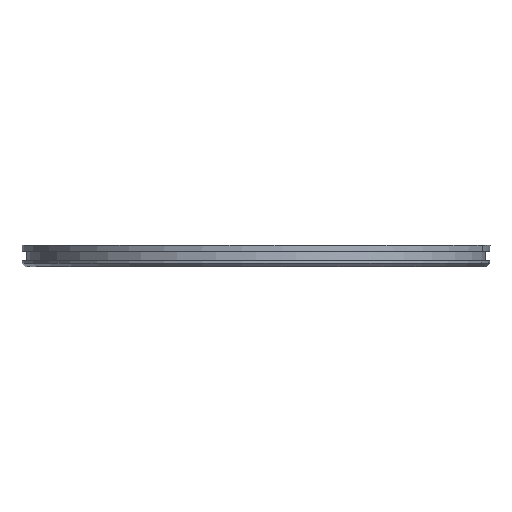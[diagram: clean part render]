
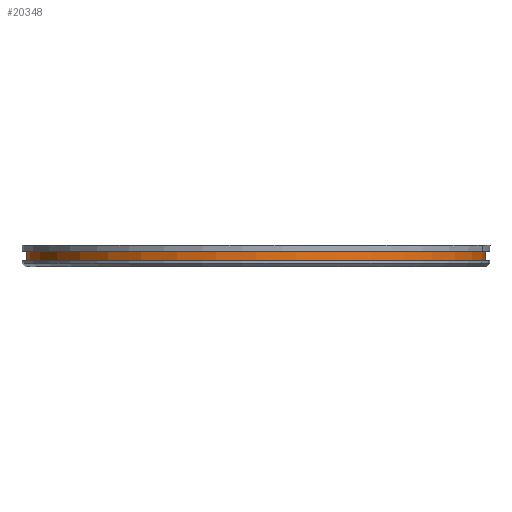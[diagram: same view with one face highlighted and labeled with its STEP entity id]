
A CAD part, left-side view. The second image highlights one B-rep face of the part: STEP entity #20348.
In plain terms, the highlighted cylindrical face has radius 50.317 mm (diameter 100.635 mm), a partial arc.
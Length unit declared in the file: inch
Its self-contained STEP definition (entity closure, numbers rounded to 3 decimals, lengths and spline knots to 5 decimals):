
#1293=DIRECTION('',(0.,0.,-1.));
#1294=VECTOR('',#1293,0.08);
#1295=CARTESIAN_POINT('',(0.,1.981,-0.054));
#1296=LINE('',#1295,#1294);
#1297=DIRECTION('',(0.,0.,-1.));
#1298=VECTOR('',#1297,0.08);
#1299=CARTESIAN_POINT('',(0.,-1.981,-0.054));
#1300=LINE('',#1299,#1298);
#1306=CARTESIAN_POINT('',(0.,0.,-0.054));
#1307=DIRECTION('',(0.,0.,1.));
#1308=DIRECTION('',(0.,1.,0.));
#1309=AXIS2_PLACEMENT_3D('',#1306,#1307,#1308);
#1311=CARTESIAN_POINT('',(0.,0.,-0.134));
#1312=DIRECTION('',(0.,0.,1.));
#1313=DIRECTION('',(0.,1.,0.));
#1314=AXIS2_PLACEMENT_3D('',#1311,#1312,#1313);
#15964=CARTESIAN_POINT('',(0.,1.981,-0.054));
#15965=CARTESIAN_POINT('',(0.,1.981,-0.134));
#15966=VERTEX_POINT('',#15964);
#15967=VERTEX_POINT('',#15965);
#15968=CARTESIAN_POINT('',(0.,-1.981,-0.054));
#15969=CARTESIAN_POINT('',(0.,-1.981,-0.134));
#15970=VERTEX_POINT('',#15968);
#15971=VERTEX_POINT('',#15969);
#20336=CARTESIAN_POINT('',(0.,0.,-0.138));
#20337=DIRECTION('',(0.,0.,1.));
#20338=DIRECTION('',(0.,1.,0.));
#20339=AXIS2_PLACEMENT_3D('',#20336,#20337,#20338);
#20340=CYLINDRICAL_SURFACE('',#20339,1.981);
#20341=ORIENTED_EDGE('',*,*,#20326,.F.);
#20342=ORIENTED_EDGE('',*,*,#20316,.T.);
#20343=ORIENTED_EDGE('',*,*,#20330,.T.);
#20345=ORIENTED_EDGE('',*,*,#20344,.F.);
#20346=EDGE_LOOP('',(#20341,#20342,#20343,#20345));
#20347=FACE_OUTER_BOUND('',#20346,.F.);
#20348=ADVANCED_FACE('',(#20347),#20340,.T.);
#1310=CIRCLE('',#1309,1.981);
#1315=CIRCLE('',#1314,1.981);
#20316=EDGE_CURVE('',#15966,#15970,#1310,.T.);
#20326=EDGE_CURVE('',#15966,#15967,#1296,.T.);
#20330=EDGE_CURVE('',#15970,#15971,#1300,.T.);
#20344=EDGE_CURVE('',#15967,#15971,#1315,.T.);
